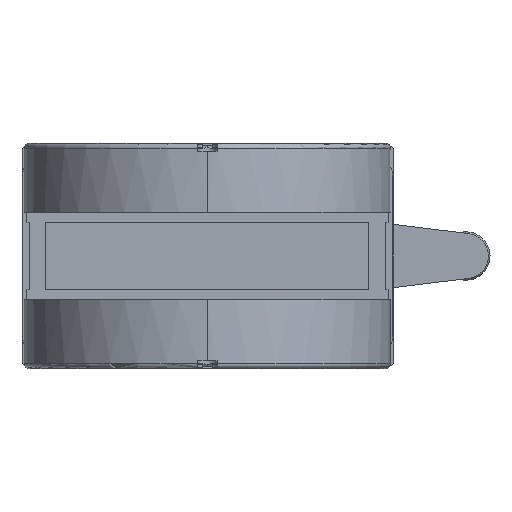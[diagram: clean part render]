
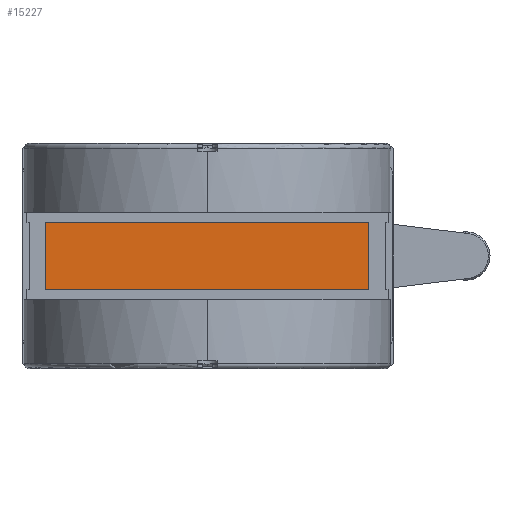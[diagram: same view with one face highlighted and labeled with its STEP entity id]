
A CAD part, front view. The second image highlights one B-rep face of the part: STEP entity #15227.
In plain terms, the highlighted planar face has unit normal (0, -1, 0).
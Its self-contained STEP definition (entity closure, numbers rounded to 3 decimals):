
#31 = VECTOR ( 'NONE', #8862, 1000. ) ;
#110 = CARTESIAN_POINT ( 'NONE',  ( -58.8, -56.05, 3. ) ) ;
#1758 = EDGE_CURVE ( 'NONE', #5979, #12418, #9694, .T. ) ;
#1856 = DIRECTION ( 'NONE',  ( 0., 0., -1. ) ) ;
#2074 = VECTOR ( 'NONE', #2589, 1000. ) ;
#2514 = CARTESIAN_POINT ( 'NONE',  ( 50.075, -56.05, 3. ) ) ;
#2542 = CARTESIAN_POINT ( 'NONE',  ( -50.075, -56.05, 2.476 ) ) ;
#2589 = DIRECTION ( 'NONE',  ( 0., 0., -1. ) ) ;
#2609 = EDGE_CURVE ( 'NONE', #5995, #5979, #12790, .T. ) ;
#2707 = EDGE_LOOP ( 'NONE', ( #5789, #7255, #12818, #7806 ) ) ;
#4000 = VECTOR ( 'NONE', #16248, 1000. ) ;
#5491 = EDGE_CURVE ( 'NONE', #9959, #5995, #11684, .T. ) ;
#5544 = VECTOR ( 'NONE', #7448, 1000. ) ;
#5618 = CARTESIAN_POINT ( 'NONE',  ( 52.579, -56.05, 2.476 ) ) ;
#5789 = ORIENTED_EDGE ( 'NONE', *, *, #5491, .F. ) ;
#5979 = VERTEX_POINT ( 'NONE', #11226 ) ;
#5995 = VERTEX_POINT ( 'NONE', #2514 ) ;
#6180 = CARTESIAN_POINT ( 'NONE',  ( 58.8, -56.05, 23.975 ) ) ;
#7255 = ORIENTED_EDGE ( 'NONE', *, *, #12381, .F. ) ;
#7448 = DIRECTION ( 'NONE',  ( 1., 0., 0. ) ) ;
#7661 = CARTESIAN_POINT ( 'NONE',  ( 50.075, -56.05, 24.499 ) ) ;
#7806 = ORIENTED_EDGE ( 'NONE', *, *, #2609, .F. ) ;
#8681 = CARTESIAN_POINT ( 'NONE',  ( -50.075, -56.05, 23.975 ) ) ;
#8862 = DIRECTION ( 'NONE',  ( 0., 0., 1. ) ) ;
#9325 = PLANE ( 'NONE',  #12826 ) ;
#9386 = DIRECTION ( 'NONE',  ( 0., -1., 0. ) ) ;
#9694 = LINE ( 'NONE', #2542, #31 ) ;
#9913 = FACE_OUTER_BOUND ( 'NONE', #2707, .T. ) ;
#9959 = VERTEX_POINT ( 'NONE', #10546 ) ;
#10546 = CARTESIAN_POINT ( 'NONE',  ( 50.075, -56.05, 23.975 ) ) ;
#11226 = CARTESIAN_POINT ( 'NONE',  ( -50.075, -56.05, 3. ) ) ;
#11684 = LINE ( 'NONE', #7661, #2074 ) ;
#12381 = EDGE_CURVE ( 'NONE', #12418, #9959, #15910, .T. ) ;
#12418 = VERTEX_POINT ( 'NONE', #8681 ) ;
#12790 = LINE ( 'NONE', #110, #4000 ) ;
#12818 = ORIENTED_EDGE ( 'NONE', *, *, #1758, .F. ) ;
#12826 = AXIS2_PLACEMENT_3D ( 'NONE', #5618, #9386, #1856 ) ;
#15227 = ADVANCED_FACE ( 'NONE', ( #9913 ), #9325, .T. ) ;
#15910 = LINE ( 'NONE', #6180, #5544 ) ;
#16248 = DIRECTION ( 'NONE',  ( -1., 0., 0. ) ) ;
